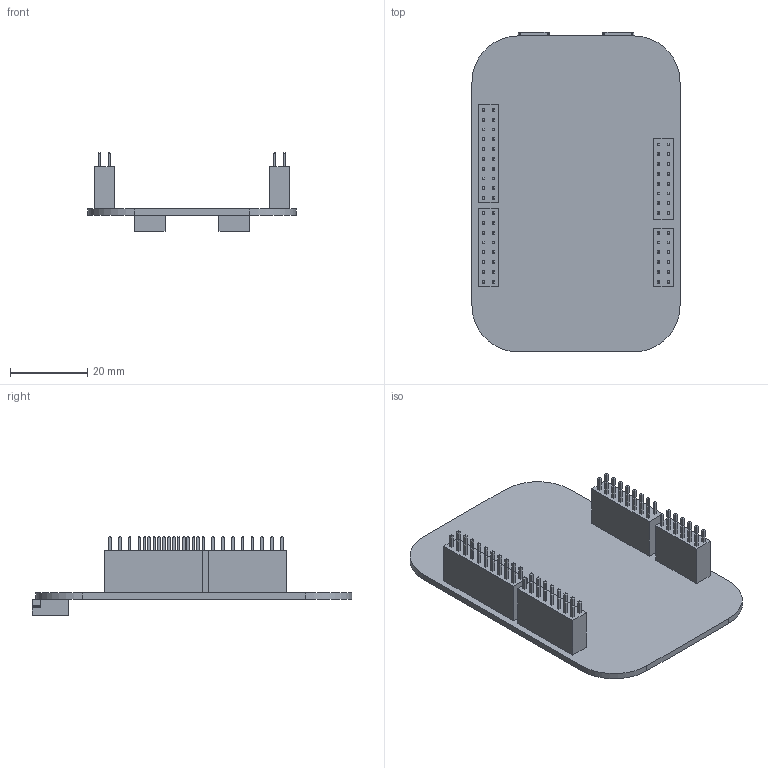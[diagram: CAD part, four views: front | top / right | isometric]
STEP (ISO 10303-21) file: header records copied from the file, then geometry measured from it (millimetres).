
FILE_DESCRIPTION(/* description */ (''),/* implementation_level */ '2;1');
FILE_NAME(/* name */ 'FRDM-KL25Z.stp',/* time_stamp */ '2019-08-29T11:35:29+02:00',/* author */ ('dimercur'),/* organization */ (''),/* preprocessor_version */ 'ST-DEVELOPER v17',/* originating_system */ 'Autodesk Inventor 2019',/* authorisation */ '');
FILE_SCHEMA (('AUTOMOTIVE_DESIGN { 1 0 10303 214 3 1 1 }'));
Length unit declared in the file: millimetre
Products named in the file (1): FRDM-KL25Z
Bounding box: 54 x 83 x 20.4 mm (x, y, z)
Volume: 6774 mm3; surface area: 22858.1 mm2
Topology: 1 solids, 1 shells, 686 faces, 1576 edges, 964 vertices
Faces by surface type: plane 666, cylinder 20
Entity records: 19312 total; most frequent: CARTESIAN_POINT 3227, ORIENTED_EDGE 3152, DIRECTION 2990, EDGE_CURVE 1576, LINE 1536, VECTOR 1536, VERTEX_POINT 964, EDGE_LOOP 760
